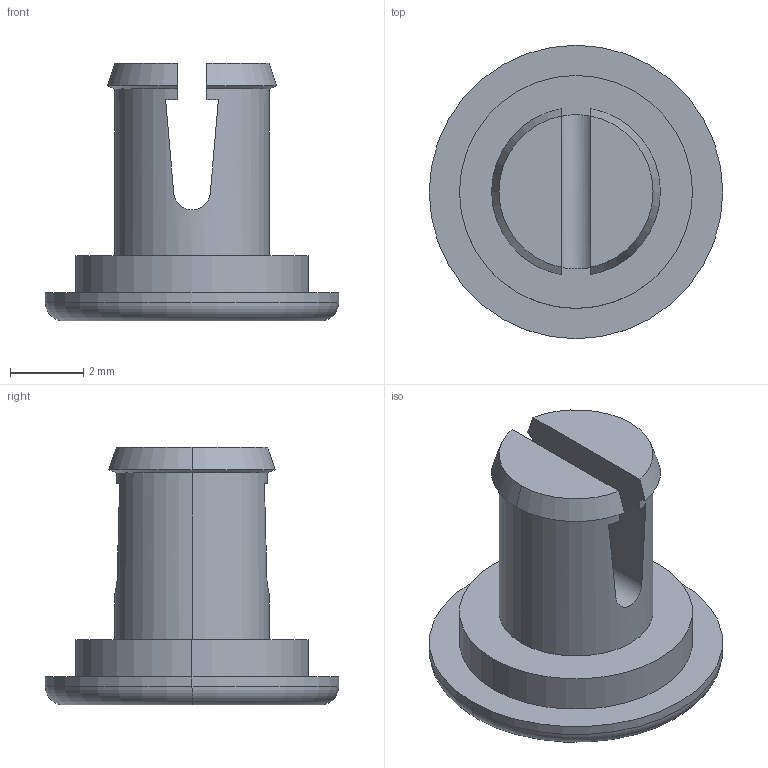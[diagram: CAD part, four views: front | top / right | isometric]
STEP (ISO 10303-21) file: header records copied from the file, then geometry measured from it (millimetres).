
FILE_DESCRIPTION (( 'STEP AP203' ), '1' );
FILE_NAME ('228-2500-099.STEP', '2015-04-27T20:49:21', ( '' ), ( '' ), 'SwSTEP 2.0', 'SolidWorks 2014', '' );
FILE_SCHEMA (( 'CONFIG_CONTROL_DESIGN' ));
Length unit declared in the file: millimetre
Products named in the file (1): 228-2500-099
Bounding box: 8 x 8 x 7.03 mm (x, y, z)
Volume: 109.5 mm3; surface area: 245 mm2
Topology: 1 solids, 1 shells, 29 faces, 69 edges, 45 vertices
Faces by surface type: plane 12, cylinder 9, cone 6, torus 2
Entity records: 951 total; most frequent: CARTESIAN_POINT 198, DIRECTION 148, ORIENTED_EDGE 138, EDGE_CURVE 69, AXIS2_PLACEMENT_3D 63, VERTEX_POINT 45, CIRCLE 33, EDGE_LOOP 32
